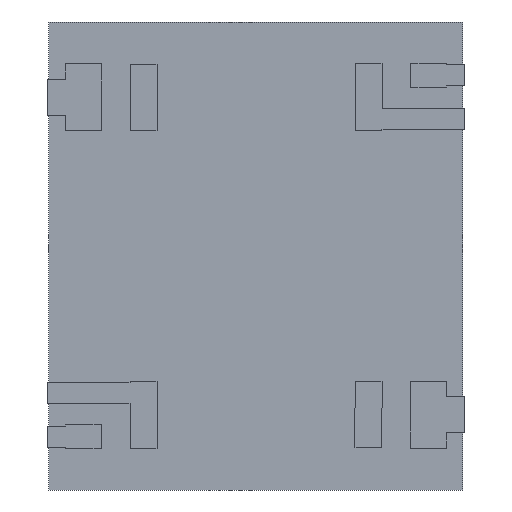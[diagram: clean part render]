
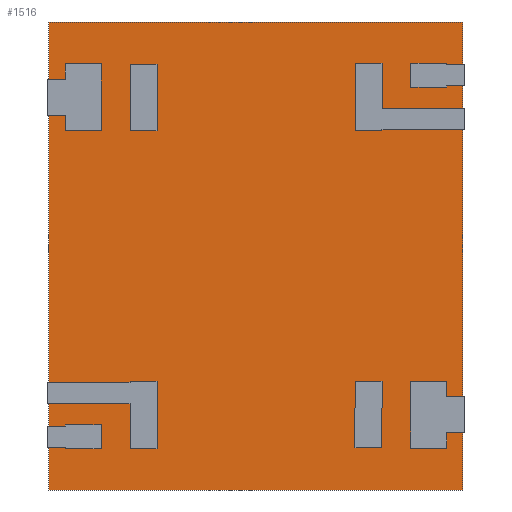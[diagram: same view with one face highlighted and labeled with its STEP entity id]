
A CAD part, front view. The second image highlights one B-rep face of the part: STEP entity #1516.
In plain terms, the highlighted planar face has unit normal (0, -1, 0).
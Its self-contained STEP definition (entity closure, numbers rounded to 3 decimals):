
#401 = PLANE ( 'NONE',  #440 ) ;
#402 = CARTESIAN_POINT ( 'NONE',  ( 0., 0., 0. ) ) ;
#407 = DIRECTION ( 'NONE',  ( 0., -1., 0. ) ) ;
#408 = DIRECTION ( 'NONE',  ( 0., 0., -1. ) ) ;
#440 = AXIS2_PLACEMENT_3D ( 'NONE', #402, #407, #408 ) ;
#727 = CARTESIAN_POINT ( 'NONE',  ( -5.75, 0., 6.5 ) ) ;
#752 = DIRECTION ( 'NONE',  ( 1., 0., 0. ) ) ;
#810 = LINE ( 'NONE', #727, #831 ) ;
#831 = VECTOR ( 'NONE', #752, 1000. ) ;
#966 = LINE ( 'NONE', #1111, #987 ) ;
#987 = VECTOR ( 'NONE', #1146, 1000. ) ;
#988 = LINE ( 'NONE', #1147, #990 ) ;
#990 = VECTOR ( 'NONE', #1144, 1000. ) ;
#997 = LINE ( 'NONE', #1164, #1000 ) ;
#1000 = VECTOR ( 'NONE', #1165, 1000. ) ;
#1111 = CARTESIAN_POINT ( 'NONE',  ( -5.75, 0., -6.5 ) ) ;
#1144 = DIRECTION ( 'NONE',  ( 0., 0., -1. ) ) ;
#1146 = DIRECTION ( 'NONE',  ( -1., 0., 0. ) ) ;
#1147 = CARTESIAN_POINT ( 'NONE',  ( 5.75, 0., 6.5 ) ) ;
#1164 = CARTESIAN_POINT ( 'NONE',  ( -5.75, 0., 6.5 ) ) ;
#1165 = DIRECTION ( 'NONE',  ( 0., 0., 1. ) ) ;
#1190 = CARTESIAN_POINT ( 'NONE',  ( -5.75, 0., -6.5 ) ) ;
#1192 = CARTESIAN_POINT ( 'NONE',  ( -5.75, 0., 6.5 ) ) ;
#1196 = CARTESIAN_POINT ( 'NONE',  ( 5.75, 0., 6.5 ) ) ;
#1199 = CARTESIAN_POINT ( 'NONE',  ( 5.75, 0., -6.5 ) ) ;
#1516 = ADVANCED_FACE ( 'NONE', ( #2738 ), #401, .T. ) ;
#1791 = ORIENTED_EDGE ( 'NONE', *, *, #1959, .F. ) ;
#1792 = ORIENTED_EDGE ( 'NONE', *, *, #1953, .F. ) ;
#1794 = ORIENTED_EDGE ( 'NONE', *, *, #1951, .F. ) ;
#1798 = ORIENTED_EDGE ( 'NONE', *, *, #1872, .F. ) ;
#1872 = EDGE_CURVE ( 'NONE', #2021, #2025, #810, .T. ) ;
#1951 = EDGE_CURVE ( 'NONE', #2028, #2019, #966, .T. ) ;
#1953 = EDGE_CURVE ( 'NONE', #2025, #2028, #988, .T. ) ;
#1959 = EDGE_CURVE ( 'NONE', #2019, #2021, #997, .T. ) ;
#1982 = EDGE_LOOP ( 'NONE', ( #1792, #1798, #1791, #1794 ) ) ;
#2019 = VERTEX_POINT ( 'NONE', #1190 ) ;
#2021 = VERTEX_POINT ( 'NONE', #1192 ) ;
#2025 = VERTEX_POINT ( 'NONE', #1196 ) ;
#2028 = VERTEX_POINT ( 'NONE', #1199 ) ;
#2738 = FACE_OUTER_BOUND ( 'NONE', #1982, .T. ) ;
